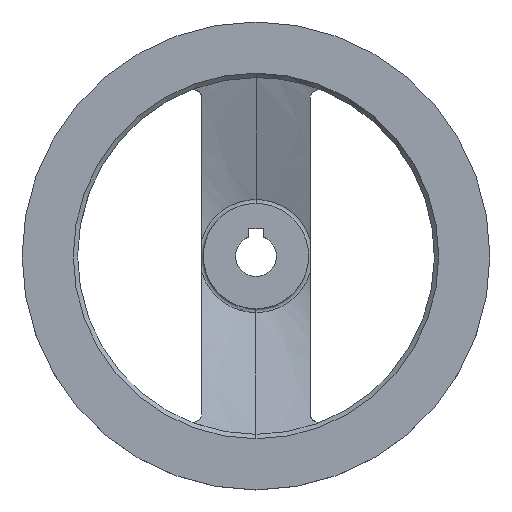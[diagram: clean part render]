
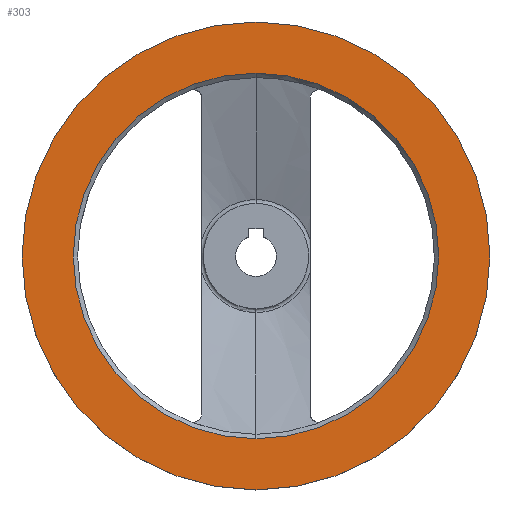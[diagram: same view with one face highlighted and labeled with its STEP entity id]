
A CAD part, top view. The second image highlights one B-rep face of the part: STEP entity #303.
In plain terms, the highlighted planar face has unit normal (0, 0, 1).
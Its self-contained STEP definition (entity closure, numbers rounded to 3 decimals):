
#273=EDGE_CURVE('',#347,#403,#710,.T.);
#285=EDGE_CURVE('',#539,#509,#723,.T.);
#303=ADVANCED_FACE('',(#746,#747),#748,.T.);
#347=VERTEX_POINT('',#798);
#403=VERTEX_POINT('',#860);
#489=EDGE_CURVE('',#403,#347,#948,.T.);
#509=VERTEX_POINT('',#971);
#539=VERTEX_POINT('',#1002);
#571=EDGE_CURVE('',#509,#539,#1035,.T.);
#710=CIRCLE('',#1201,62.5);
#723=CIRCLE('',#1216,80.);
#746=FACE_BOUND('',#1242,.T.);
#747=FACE_OUTER_BOUND('',#1243,.T.);
#748=PLANE('',#1244);
#798=CARTESIAN_POINT('',(0.,62.5,39.0));
#860=CARTESIAN_POINT('',(0.,-62.5,39.0));
#948=CIRCLE('',#1681,62.5);
#971=CARTESIAN_POINT('',(0.,80.,39.0));
#1002=CARTESIAN_POINT('',(0.,-80.0,39.0));
#1035=CIRCLE('',#1841,80.);
#1201=AXIS2_PLACEMENT_3D('',#2087,#2088,#2089);
#1216=AXIS2_PLACEMENT_3D('',#2101,#2102,#2103);
#1242=EDGE_LOOP('',(#2161,#2162));
#1243=EDGE_LOOP('',(#2163,#2164));
#1244=AXIS2_PLACEMENT_3D('',#2165,#2166,#2167);
#1681=AXIS2_PLACEMENT_3D('',#2354,#2355,#2356);
#1841=AXIS2_PLACEMENT_3D('',#2438,#2439,#2440);
#2087=CARTESIAN_POINT('',(0.,0.,39.0));
#2088=DIRECTION('',(0.,0.,1.0));
#2089=DIRECTION('',(0.,1.0,0.));
#2101=CARTESIAN_POINT('',(0.,0.,39.0));
#2102=DIRECTION('',(0.,0.,1.0));
#2103=DIRECTION('',(0.,1.0,0.));
#2161=ORIENTED_EDGE('',*,*,#273,.F.);
#2162=ORIENTED_EDGE('',*,*,#489,.F.);
#2163=ORIENTED_EDGE('',*,*,#571,.T.);
#2164=ORIENTED_EDGE('',*,*,#285,.T.);
#2165=CARTESIAN_POINT('',(0.,71.25,39.0));
#2166=DIRECTION('',(0.,0.,1.0));
#2167=DIRECTION('',(0.,1.0,0.0));
#2354=CARTESIAN_POINT('',(0.,0.,39.0));
#2355=DIRECTION('',(0.,0.,1.0));
#2356=DIRECTION('',(0.,1.0,0.));
#2438=CARTESIAN_POINT('',(0.,0.,39.0));
#2439=DIRECTION('',(0.,0.,1.0));
#2440=DIRECTION('',(0.,1.0,0.));
